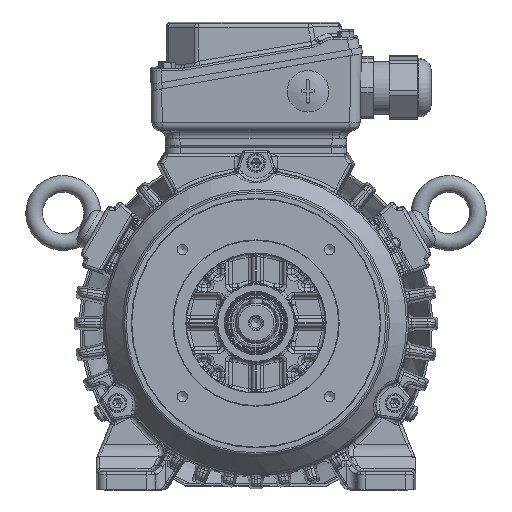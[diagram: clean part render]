
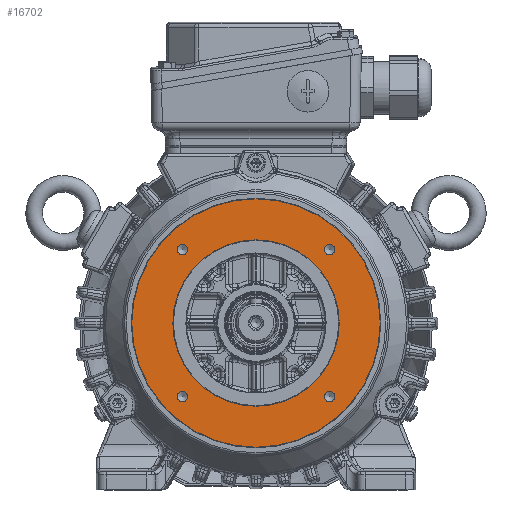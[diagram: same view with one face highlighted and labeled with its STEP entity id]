
A CAD part, top view. The second image highlights one B-rep face of the part: STEP entity #16702.
In plain terms, the highlighted planar face has unit normal (0, 0, 1).
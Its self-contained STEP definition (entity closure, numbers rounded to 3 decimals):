
#3404=PLANE('',#56431);
#16702=ADVANCED_FACE('',(#18049,#18050,#18051,#18052,#18053,#18054),#3404,
 .T.);
#18049=FACE_BOUND('',#21004,.T.);
#18050=FACE_BOUND('',#21005,.T.);
#18051=FACE_BOUND('',#21006,.T.);
#18052=FACE_BOUND('',#21007,.T.);
#18053=FACE_BOUND('',#21008,.T.);
#18054=FACE_BOUND('',#21009,.T.);
#21004=EDGE_LOOP('',(#34114));
#21005=EDGE_LOOP('',(#34115));
#21006=EDGE_LOOP('',(#34116));
#21007=EDGE_LOOP('',(#34117));
#21008=EDGE_LOOP('',(#34118));
#21009=EDGE_LOOP('',(#34119));
#34114=ORIENTED_EDGE('',*,*,#47715,.T.);
#34115=ORIENTED_EDGE('',*,*,#47919,.T.);
#34116=ORIENTED_EDGE('',*,*,#47722,.T.);
#34117=ORIENTED_EDGE('',*,*,#47720,.T.);
#34118=ORIENTED_EDGE('',*,*,#47939,.T.);
#34119=ORIENTED_EDGE('',*,*,#47940,.T.);
#39836=VERTEX_POINT('',#116452);
#39842=VERTEX_POINT('',#116468);
#39845=VERTEX_POINT('',#116475);
#39891=VERTEX_POINT('',#119974);
#39892=VERTEX_POINT('',#120054);
#39893=VERTEX_POINT('',#120056);
#47715=EDGE_CURVE('',#39836,#39836,#50918,.T.);
#47720=EDGE_CURVE('',#39842,#39842,#50923,.T.);
#47722=EDGE_CURVE('',#39845,#39845,#50925,.T.);
#47919=EDGE_CURVE('',#39891,#39891,#51030,.T.);
#47939=EDGE_CURVE('',#39892,#39892,#51035,.T.);
#47940=EDGE_CURVE('',#39893,#39893,#51036,.T.);
#50918=CIRCLE('',#56243,59.732);
#50923=CIRCLE('',#56253,2.5);
#50925=CIRCLE('',#56257,2.5);
#51030=CIRCLE('',#56422,40.);
#51035=CIRCLE('',#56429,2.5);
#51036=CIRCLE('',#56430,2.5);
#56243=AXIS2_PLACEMENT_3D('',#116451,#68734,#68735);
#56253=AXIS2_PLACEMENT_3D('',#116467,#68754,#68755);
#56257=AXIS2_PLACEMENT_3D('',#116474,#68762,#68763);
#56422=AXIS2_PLACEMENT_3D('',#119973,#69116,#69117);
#56429=AXIS2_PLACEMENT_3D('',#120053,#69130,#69131);
#56430=AXIS2_PLACEMENT_3D('',#120055,#69132,#69133);
#56431=AXIS2_PLACEMENT_3D('',#120057,#69134,#69135);
#68734=DIRECTION('',(0.,0.,1.));
#68735=DIRECTION('',(-1.,0.,0.));
#68754=DIRECTION('',(0.,0.,-1.));
#68755=DIRECTION('',(1.,0.,0.));
#68762=DIRECTION('',(0.,0.,-1.));
#68763=DIRECTION('',(1.,0.,0.));
#69116=DIRECTION('',(0.,0.,-1.));
#69117=DIRECTION('',(-1.,0.,0.));
#69130=DIRECTION('',(0.,0.,-1.));
#69131=DIRECTION('',(1.,0.,0.));
#69132=DIRECTION('',(0.,0.,-1.));
#69133=DIRECTION('',(1.,0.,0.));
#69134=DIRECTION('',(0.,0.,1.));
#69135=DIRECTION('',(-1.,0.,0.));
#116451=CARTESIAN_POINT('',(-20.194,-20.194,33.1));
#116452=CARTESIAN_POINT('',(-79.926,-20.194,33.1));
#116467=CARTESIAN_POINT('',(-55.549,-55.549,33.1));
#116468=CARTESIAN_POINT('',(-53.049,-55.549,33.1));
#116474=CARTESIAN_POINT('',(15.161,-55.549,33.1));
#116475=CARTESIAN_POINT('',(17.661,-55.549,33.1));
#119973=CARTESIAN_POINT('',(-20.194,-20.194,33.1));
#119974=CARTESIAN_POINT('',(-60.194,-20.194,33.1));
#120053=CARTESIAN_POINT('',(-55.549,15.161,33.1));
#120054=CARTESIAN_POINT('',(-53.049,15.161,33.1));
#120055=CARTESIAN_POINT('',(15.161,15.161,33.1));
#120056=CARTESIAN_POINT('',(17.661,15.161,33.1));
#120057=CARTESIAN_POINT('',(-20.194,-20.194,33.1));
